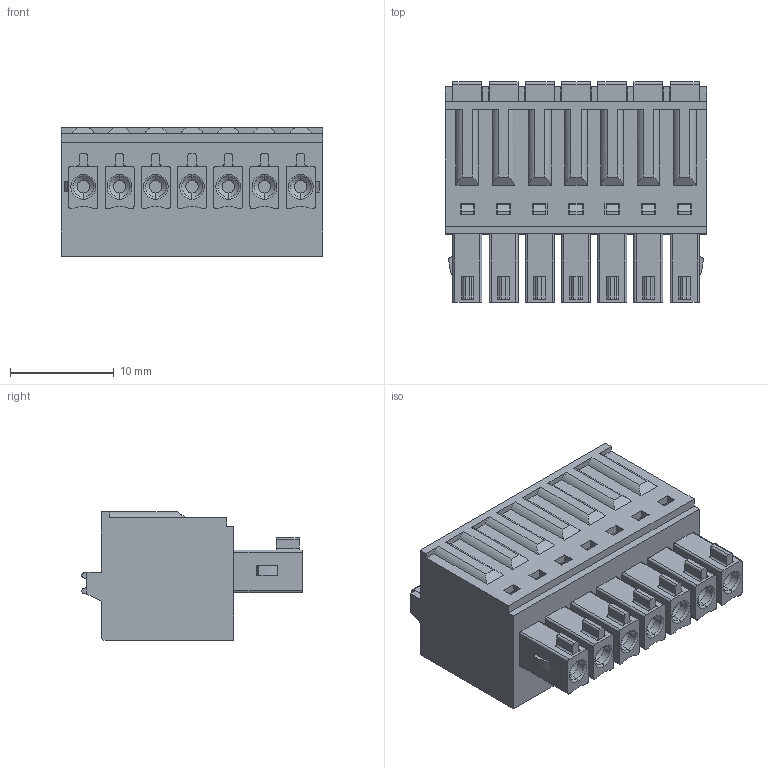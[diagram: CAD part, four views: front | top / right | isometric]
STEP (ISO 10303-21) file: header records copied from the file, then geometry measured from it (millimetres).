
FILE_DESCRIPTION (( 'STEP AP214' ), '1' );
FILE_NAME ('15EDGKD-3.5-07P-14-00AH.STEP', '2021-01-30T00:47:47', ( '' ), ( '' ), 'SwSTEP 2.0', 'SolidWorks 2020', '' );
FILE_SCHEMA (( 'AUTOMOTIVE_DESIGN' ));
Length unit declared in the file: millimetre
Products named in the file (1): 15EDGKD-3.5-07P-14-00AH
Bounding box: 25.3 x 21.3 x 12.4 mm (x, y, z)
Volume: 3878.9 mm3; surface area: 3907.5 mm2
Topology: 1 solids, 1 shells, 1065 faces, 2763 edges, 1800 vertices
Faces by surface type: plane 621, cylinder 243, bspline 124, cone 49, torus 28
Entity records: 43024 total; most frequent: CARTESIAN_POINT 13477, ORIENTED_EDGE 5526, DIRECTION 4773, EDGE_CURVE 2763, LINE 1861, VECTOR 1861, VERTEX_POINT 1800, AXIS2_PLACEMENT_3D 1456
